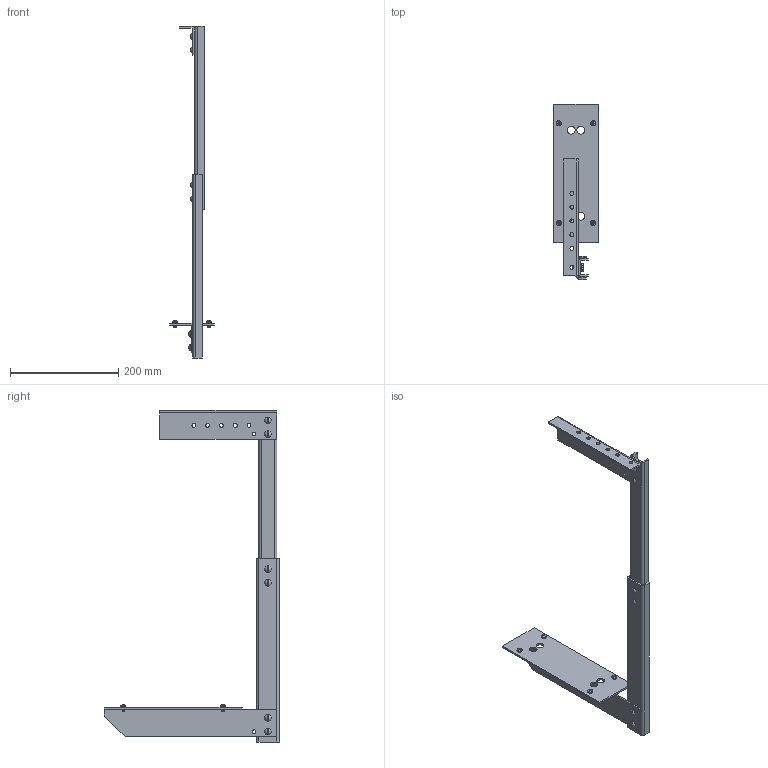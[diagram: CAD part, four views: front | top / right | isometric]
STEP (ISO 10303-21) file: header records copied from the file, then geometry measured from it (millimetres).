
FILE_DESCRIPTION(/* description */ ('BRACKET HANGER, WIREWAY FITTING ASSM., CS, 10"'),/* implementation_level */ '2;1');
FILE_NAME(/* name */ 'BH1010.stp',/* time_stamp */ '2019-03-13T13:10:20-05:00',/* author */ ('mraetz'),/* organization */ (''),/* preprocessor_version */ 'ST-DEVELOPER v16.13',/* originating_system */ 'Autodesk Inventor 2018',/* authorisation */ '');
FILE_SCHEMA (('AUTOMOTIVE_DESIGN { 1 0 10303 214 3 1 1 }'));
Length unit declared in the file: inch
Products named in the file (9): BH1010; BH1010TP; BH1010BP; BH1010BS; BH1010TS; BH1010TOP; 372110; 37242; 34937
Assembly tree (21 placements, depth 2):
  BH1010
    BH1010TP
    BH1010BP
    BH1010BS
    BH1010TS
    BH1010TOP
    372110  x4
    37242  x6
    34937  x6
Bounding box: 82.55 x 323.06 x 612.77 mm (x, y, z)
Volume: 329436.5 mm3; surface area: 213539.7 mm2
Topology: 21 solids, 21 shells, 1058 faces, 3220 edges, 2236 vertices
Faces by surface type: plane 353, cylinder 319, cone 200, bspline 156, torus 20, sphere 10
Full cylindrical faces by diameter (mm): 4.039 x4, 6.756 x14, 7.144 x11, 8.757 x6, 9.474 x4, 11.989 x6, 14.287 x4
Entity records: 15019 total; most frequent: CARTESIAN_POINT 7624, ORIENTED_EDGE 1534, DIRECTION 1329, EDGE_CURVE 767, VERTEX_POINT 555, AXIS2_PLACEMENT_3D 534, EDGE_LOOP 396, FACE_OUTER_BOUND 278
